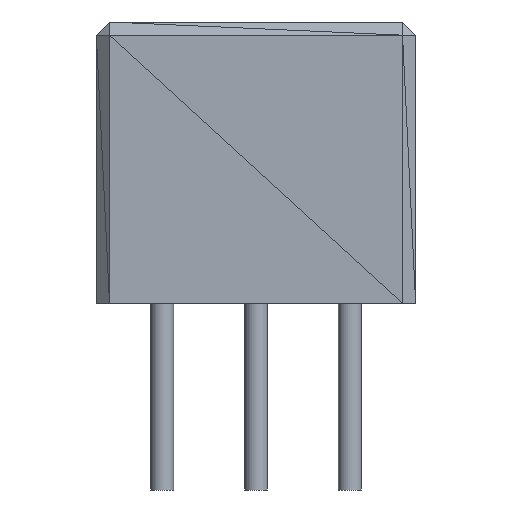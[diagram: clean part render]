
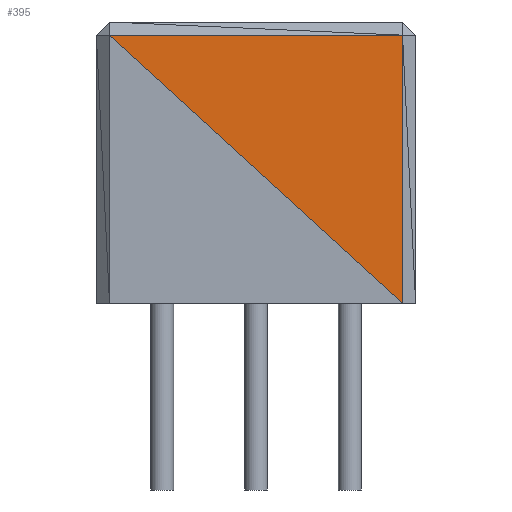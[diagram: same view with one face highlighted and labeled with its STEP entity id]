
A CAD part, front view. The second image highlights one B-rep face of the part: STEP entity #395.
In plain terms, the highlighted planar face has unit normal (0, -1, 0).
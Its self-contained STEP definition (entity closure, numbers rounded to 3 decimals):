
#367=CARTESIAN_POINT('',(-1.404,-1.753,7.142));
#366=VERTEX_POINT('',#367);
#369=CARTESIAN_POINT('',(6.404,-1.753,0.0));
#368=VERTEX_POINT('',#369);
#365=EDGE_CURVE('',#366,#368,#370,.T.);
#370=LINE('',#367,#372);
#372=VECTOR('',#373,10.582);
#373=DIRECTION('',(0.738,0.0,-0.675));
#395=ADVANCED_FACE('',(#401),#396,.T.);
#396=PLANE('',#397);
#397=AXIS2_PLACEMENT_3D('',#398,#399,#400);
#398=CARTESIAN_POINT('',(6.404,-1.753,0.0));
#399=DIRECTION('',(0.0,-1.0,0.0));
#400=DIRECTION('',(0.,0.,1.));
#401=FACE_OUTER_BOUND('',#402,.T.);
#402=EDGE_LOOP('',(#403,#413,#423));
#406=CARTESIAN_POINT('',(6.404,-1.753,7.142));
#405=VERTEX_POINT('',#406);
#404=EDGE_CURVE('',#405,#368,#409,.T.);
#409=LINE('',#406,#411);
#411=VECTOR('',#412,7.142);
#412=DIRECTION('',(0.0,0.0,-1.0));
#403=ORIENTED_EDGE('',*,*,#404,.F.);
#414=EDGE_CURVE('',#366,#405,#419,.T.);
#419=LINE('',#367,#421);
#421=VECTOR('',#422,7.808);
#422=DIRECTION('',(1.0,0.0,0.0));
#413=ORIENTED_EDGE('',*,*,#414,.F.);
#423=ORIENTED_EDGE('',*,*,#365,.T.);
